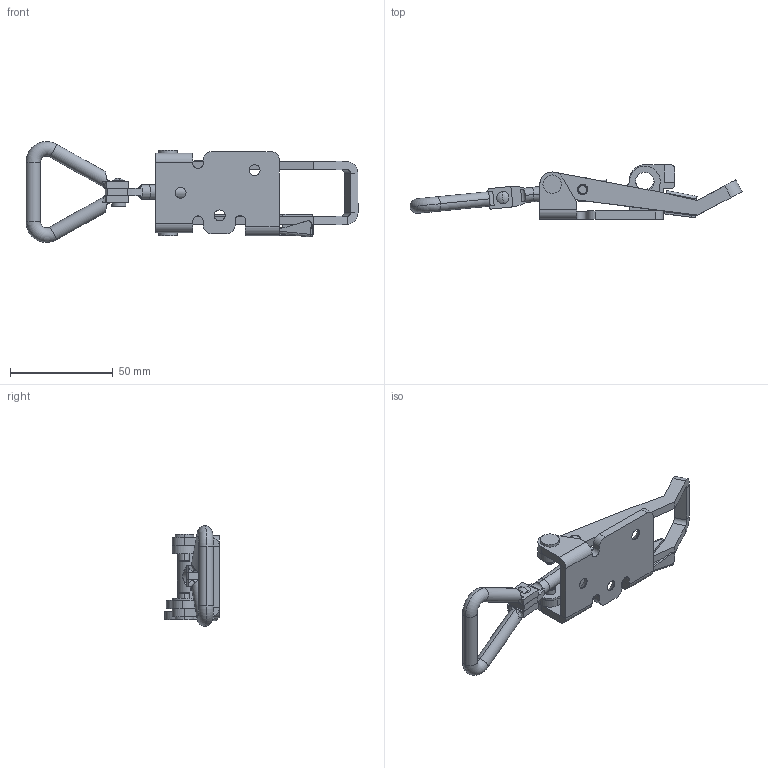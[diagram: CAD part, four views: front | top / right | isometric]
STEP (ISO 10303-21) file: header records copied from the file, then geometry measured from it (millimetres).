
FILE_DESCRIPTION (( 'STEP AP214' ), '1' );
FILE_NAME ('5209606 - 704 LC ZP Hinged.STEP', '2018-03-01T14:19:26', ( '' ), ( '' ), 'SwSTEP 2.0', 'SolidWorks 2015', '' );
FILE_SCHEMA (( 'AUTOMOTIVE_DESIGN' ));
Length unit declared in the file: millimetre
Products named in the file (19): 74126 - 704 Safety catch; 703 - Nit ledad; 703 - 狿la ledad; 703 - Skruvämne ledad; 704 - Mid Cylinder; 704 - Rivet Gradin; 704 - Handle locking eye; 722861 - Platta 704 LC FZB Spärr; 5209606 - 704 LC ZP Hinged; 703 - Ledad skruvögla
Assembly tree (10 placements, depth 3):
  74126 - 704 Safety catch
  703 - Nit ledad
  703 - 狿la ledad
  703 - Skruvämne ledad
  704 - Mid Cylinder
Bounding box: 161.44 x 26.6 x 49 mm (x, y, z)
Volume: 30384.4 mm3; surface area: 23099.7 mm2
Topology: 9 solids, 9 shells, 275 faces, 653 edges, 401 vertices
Faces by surface type: plane 129, cylinder 110, cone 18, bspline 12, torus 4, sphere 2
Entity records: 8653 total; most frequent: CARTESIAN_POINT 1987, DIRECTION 1331, ORIENTED_EDGE 1254, EDGE_CURVE 627, AXIS2_PLACEMENT_3D 487, VERTEX_POINT 387, VECTOR 357, LINE 357
